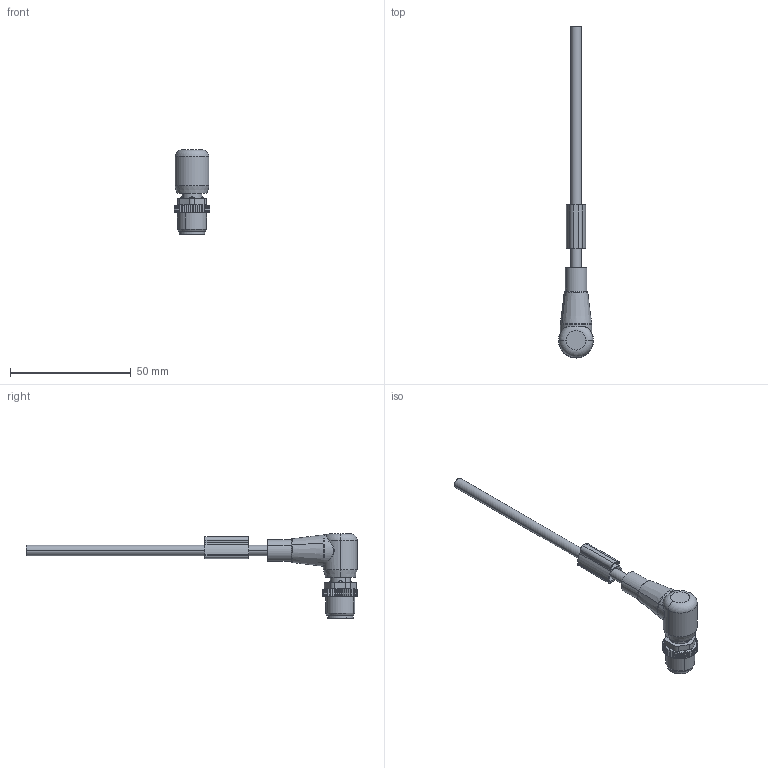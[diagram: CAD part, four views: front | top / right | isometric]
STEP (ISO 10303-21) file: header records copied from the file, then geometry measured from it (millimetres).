
FILE_DESCRIPTION(('CATIA V5 STEP Exchange','CAx-IF Rec.Pracs.--- Model Styling and Organization---1.4--- 2014-01-23'),'2;1');
FILE_NAME ('034214-6_0_9456690150_9456690150.stp','2020-04-13T16:26:25+00:00',('none'),('Weidmueller'),'CATIA Version 5-6 Release 2016 SP3 HF44','CATIA V5 STEP AP214','none');
FILE_SCHEMA(('AUTOMOTIVE_DESIGN { 1 0 10303 214 1 1 1 1 }'));
Length unit declared in the file: millimetre
Products named in the file (1): 9456690150
Bounding box: 14.6 x 137.26 x 35 mm (x, y, z)
Volume: 8097.4 mm3; surface area: 7173.1 mm2
Topology: 8 solids, 8 shells, 551 faces, 1401 edges, 882 vertices
Faces by surface type: plane 216, cylinder 172, cone 78, torus 70, sphere 8, bspline 7
Entity records: 16293 total; most frequent: CARTESIAN_POINT 4439, ORIENTED_EDGE 2774, DIRECTION 1802, EDGE_CURVE 1387, VERTEX_POINT 882, AXIS2_PLACEMENT_3D 878, EDGE_LOOP 599, VECTOR 573
